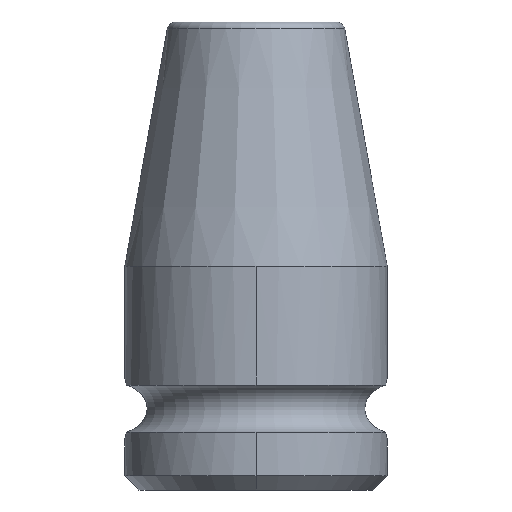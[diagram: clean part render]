
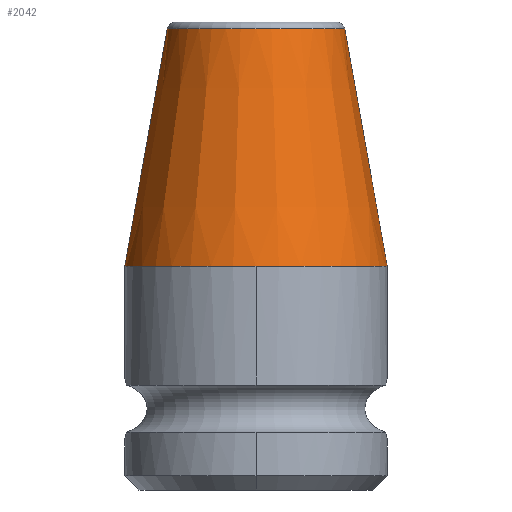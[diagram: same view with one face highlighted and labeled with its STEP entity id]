
A CAD part, left-side view. The second image highlights one B-rep face of the part: STEP entity #2042.
In plain terms, the highlighted conical face has half-angle 10.158 degrees and reference radius 5.404 mm.
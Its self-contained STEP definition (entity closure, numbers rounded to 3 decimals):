
#672=CARTESIAN_POINT('',(0.,0.,11.));
#673=DIRECTION('',(0.,0.,1.));
#674=DIRECTION('',(0.,1.,0.));
#675=AXIS2_PLACEMENT_3D('',#672,#673,#674);
#778=CARTESIAN_POINT('',(0.,0.,11.));
#779=DIRECTION('',(0.,0.,1.));
#780=DIRECTION('',(-1.,0.,0.));
#781=AXIS2_PLACEMENT_3D('',#778,#779,#780);
#969=CARTESIAN_POINT('',(0.,0.,22.671));
#970=DIRECTION('',(0.,0.,1.));
#971=DIRECTION('',(0.,1.,0.));
#972=AXIS2_PLACEMENT_3D('',#969,#970,#971);
#974=DIRECTION('',(0.,-0.176,-0.984));
#975=VECTOR('',#974,11.856);
#976=CARTESIAN_POINT('',(0.,-4.359,
22.671));
#977=LINE('',#976,#975);
#978=DIRECTION('',(0.,0.176,-0.984));
#979=VECTOR('',#978,11.856);
#980=CARTESIAN_POINT('',(0.,4.359,
22.671));
#981=LINE('',#980,#979);
#1136=CARTESIAN_POINT('',(0.,-6.45,11.));
#1138=VERTEX_POINT('',#1136);
#1140=CARTESIAN_POINT('',(0.,6.45,11.));
#1141=VERTEX_POINT('',#1140);
#1142=CARTESIAN_POINT('',(-6.45,0.,11.));
#1143=VERTEX_POINT('',#1142);
#1148=CARTESIAN_POINT('',(0.,4.359,22.671));
#1149=CARTESIAN_POINT('',(0.,-4.359,22.671));
#1150=VERTEX_POINT('',#1148);
#1151=VERTEX_POINT('',#1149);
#2027=CARTESIAN_POINT('',(0.,0.,16.835));
#2028=DIRECTION('',(0.,0.,-1.));
#2029=DIRECTION('',(0.,-1.,0.));
#2030=AXIS2_PLACEMENT_3D('',#2027,#2028,#2029);
#2031=CONICAL_SURFACE('',#2030,5.405,10.158);
#2033=ORIENTED_EDGE('',*,*,#2032,.T.);
#2035=ORIENTED_EDGE('',*,*,#2034,.T.);
#2036=ORIENTED_EDGE('',*,*,#1752,.F.);
#2037=ORIENTED_EDGE('',*,*,#1700,.F.);
#2039=ORIENTED_EDGE('',*,*,#2038,.F.);
#2040=EDGE_LOOP('',(#2033,#2035,#2036,#2037,#2039));
#2041=FACE_OUTER_BOUND('',#2040,.F.);
#2042=ADVANCED_FACE('',(#2041),#2031,.T.);
#676=CIRCLE('',#675,6.45);
#782=CIRCLE('',#781,6.45);
#973=CIRCLE('',#972,4.359);
#1700=EDGE_CURVE('',#1141,#1143,#676,.T.);
#1752=EDGE_CURVE('',#1143,#1138,#782,.T.);
#2032=EDGE_CURVE('',#1150,#1151,#973,.T.);
#2034=EDGE_CURVE('',#1151,#1138,#977,.T.);
#2038=EDGE_CURVE('',#1150,#1141,#981,.T.);
